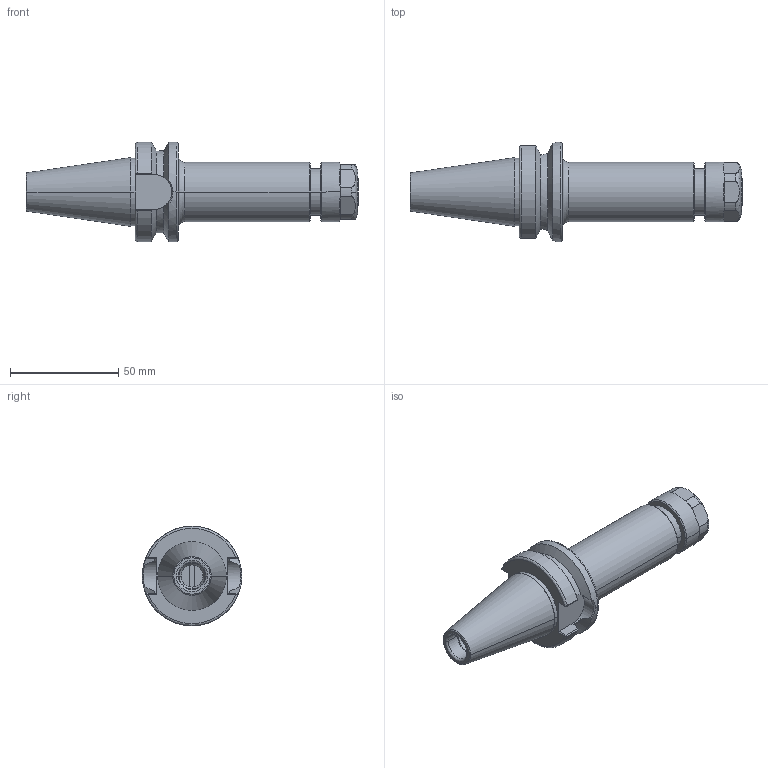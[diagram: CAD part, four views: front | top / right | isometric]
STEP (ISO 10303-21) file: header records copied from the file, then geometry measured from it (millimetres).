
FILE_DESCRIPTION( (''), '2;1');
FILE_NAME ('SKA08-060610(BT30-SK10-105).stp','2022-04-07T14:23:15',(''),(''),'spGate 17.5.5','','');
FILE_SCHEMA (('AUTOMOTIVE_DESIGN'));
Length unit declared in the file: millimetre
Products named in the file (5): Assembly; SKA08-060610(BT30-SK10-105)-prt0; SKA08-060610(BT30-SK10-105)-prt1; SKA08-060610(BT30-SK10-105)-prt2; SKA08-060610(BT30-SK10-105)-prt3
Assembly tree (4 placements, depth 2):
  Assembly
    SKA08-060610(BT30-SK10-105)-prt0
    SKA08-060610(BT30-SK10-105)-prt1
    SKA08-060610(BT30-SK10-105)-prt2
    SKA08-060610(BT30-SK10-105)-prt3
Bounding box: 153.5 x 46 x 46 mm (x, y, z)
Volume: 86729.6 mm3; surface area: 28026.2 mm2
Topology: 4 solids, 4 shells, 192 faces, 436 edges, 264 vertices
Faces by surface type: bspline 72, plane 60, cylinder 60
Entity records: 9934 total; most frequent: CARTESIAN_POINT 2406, ORIENTED_EDGE 872, DIRECTION 720, COLOUR_RGB 632, PRESENTATION_STYLE_ASSIGNMENT 632, STYLED_ITEM 632, EDGE_CURVE 436, DRAUGHTING_PRE_DEFINED_CURVE_FONT 436
